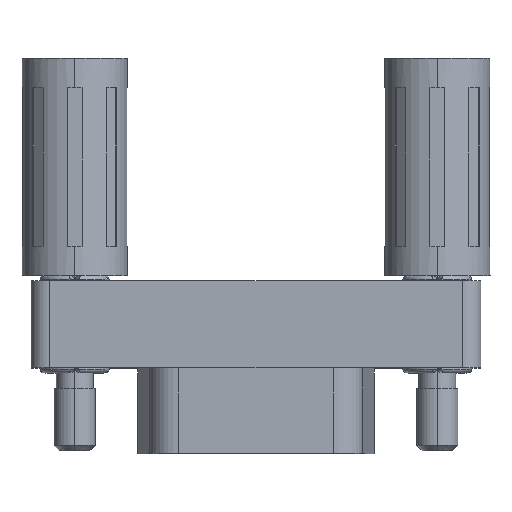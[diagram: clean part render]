
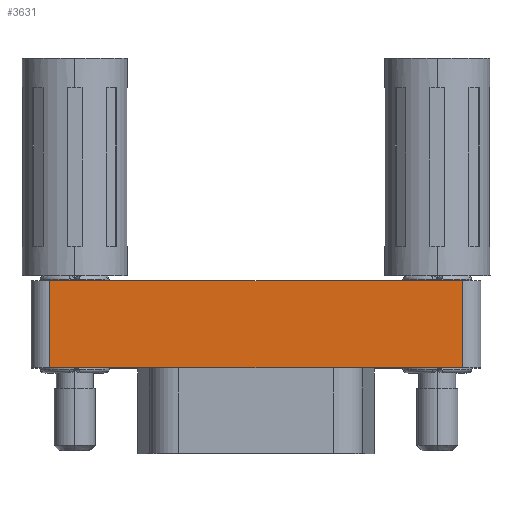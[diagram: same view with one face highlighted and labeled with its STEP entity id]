
A CAD part, top view. The second image highlights one B-rep face of the part: STEP entity #3631.
In plain terms, the highlighted planar face has unit normal (0, 0, 1).
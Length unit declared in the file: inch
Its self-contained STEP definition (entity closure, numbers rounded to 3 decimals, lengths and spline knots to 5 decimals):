
#17 = VECTOR ( 'NONE', #214, 39.37008 ) ;
#214 = DIRECTION ( 'NONE',  ( 1., 0., 0. ) ) ;
#329 = CARTESIAN_POINT ( 'NONE',  ( -0.56024, 0.11811, 0.24606 ) ) ;
#618 = CARTESIAN_POINT ( 'NONE',  ( -0.61024, 0.11811, 0.24606 ) ) ;
#721 = FACE_OUTER_BOUND ( 'NONE', #5817, .T. ) ;
#770 = DIRECTION ( 'NONE',  ( -1., 0., 0. ) ) ;
#1156 = VERTEX_POINT ( 'NONE', #2853 ) ;
#1176 = PLANE ( 'NONE',  #1369 ) ;
#1369 = AXIS2_PLACEMENT_3D ( 'NONE', #618, #3356, #770 ) ;
#1406 = VECTOR ( 'NONE', #7927, 39.37008 ) ;
#1486 = CARTESIAN_POINT ( 'NONE',  ( -0.56024, 0.11811, 0.24606 ) ) ;
#2451 = VECTOR ( 'NONE', #4068, 39.37008 ) ;
#2573 = CARTESIAN_POINT ( 'NONE',  ( 0.56024, 0.11811, 0.24606 ) ) ;
#2671 = ORIENTED_EDGE ( 'NONE', *, *, #6310, .T. ) ;
#2853 = CARTESIAN_POINT ( 'NONE',  ( 0.56024, 0.11811, 0.24606 ) ) ;
#2873 = LINE ( 'NONE', #8081, #17 ) ;
#3170 = LINE ( 'NONE', #2573, #3382 ) ;
#3343 = EDGE_CURVE ( 'NONE', #4847, #1156, #2873, .T. ) ;
#3356 = DIRECTION ( 'NONE',  ( 0., 0., -1. ) ) ;
#3382 = VECTOR ( 'NONE', #5213, 39.37008 ) ;
#3500 = ORIENTED_EDGE ( 'NONE', *, *, #3343, .F. ) ;
#3579 = CARTESIAN_POINT ( 'NONE',  ( -0.56024, -0.11811, 0.24606 ) ) ;
#3631 = ADVANCED_FACE ( 'NONE', ( #721 ), #1176, .F. ) ;
#3706 = VERTEX_POINT ( 'NONE', #4658 ) ;
#4068 = DIRECTION ( 'NONE',  ( 0., -1., 0. ) ) ;
#4658 = CARTESIAN_POINT ( 'NONE',  ( 0.56024, -0.11811, 0.24606 ) ) ;
#4847 = VERTEX_POINT ( 'NONE', #329 ) ;
#5138 = ORIENTED_EDGE ( 'NONE', *, *, #8246, .T. ) ;
#5213 = DIRECTION ( 'NONE',  ( 0., 1., 0. ) ) ;
#5400 = VERTEX_POINT ( 'NONE', #3579 ) ;
#5817 = EDGE_LOOP ( 'NONE', ( #5138, #2671, #3500, #6286 ) ) ;
#6286 = ORIENTED_EDGE ( 'NONE', *, *, #6592, .T. ) ;
#6310 = EDGE_CURVE ( 'NONE', #3706, #1156, #3170, .T. ) ;
#6592 = EDGE_CURVE ( 'NONE', #4847, #5400, #6893, .T. ) ;
#6893 = LINE ( 'NONE', #1486, #2451 ) ;
#7263 = CARTESIAN_POINT ( 'NONE',  ( -0.61024, -0.11811, 0.24606 ) ) ;
#7701 = LINE ( 'NONE', #7263, #1406 ) ;
#7927 = DIRECTION ( 'NONE',  ( 1., 0., 0. ) ) ;
#8081 = CARTESIAN_POINT ( 'NONE',  ( -0.61024, 0.11811, 0.24606 ) ) ;
#8246 = EDGE_CURVE ( 'NONE', #5400, #3706, #7701, .T. ) ;
